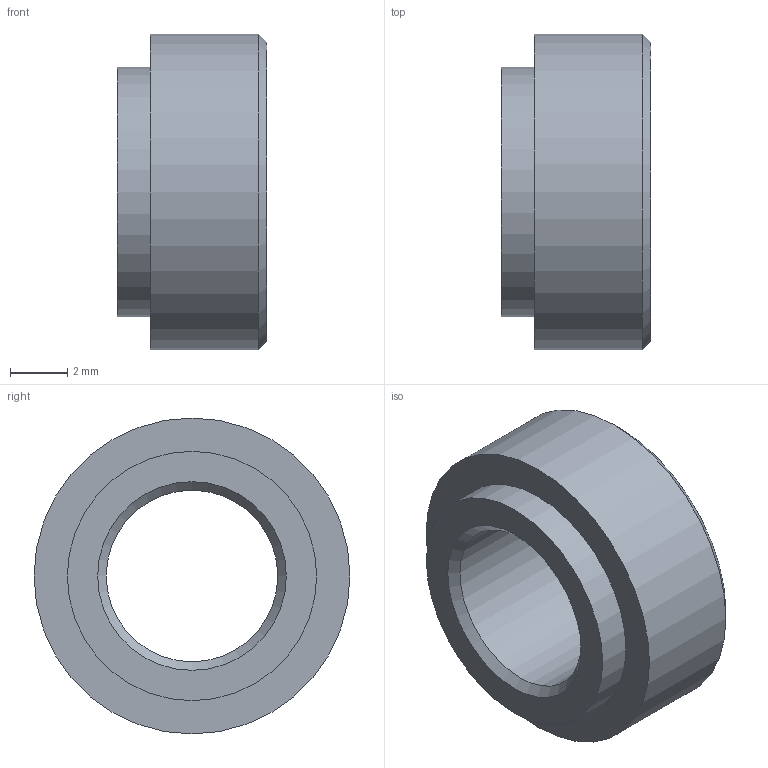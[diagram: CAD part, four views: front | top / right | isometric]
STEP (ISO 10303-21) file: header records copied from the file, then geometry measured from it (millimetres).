
FILE_DESCRIPTION((''),'2;1');
FILE_NAME('S-M6-0-ZI.stp','2012-07-03T07:09:23',('stlaus'),(''),'Autodesk Inventor 2011','Autodesk Inventor 2011','');
FILE_SCHEMA(('AUTOMOTIVE_DESIGN { 1 0 10303 214 1 1 1 1 }'));
Length unit declared in the file: millimetre
Products named in the file (2): Assembly1; S-M6-0-ZI
Assembly tree (1 placements, depth 2):
  Assembly1
    S-M6-0-ZI
Bounding box: 5.23 x 11.05 x 11.05 mm (x, y, z)
Volume: 308.8 mm3; surface area: 394.4 mm2
Topology: 1 solids, 1 shells, 9 faces, 15 edges, 9 vertices
Faces by surface type: cone 3, cylinder 3, plane 3
Full cylindrical faces by diameter (mm): 6 x1, 8.72 x1, 11.05 x1
Entity records: 242 total; most frequent: DIRECTION 42, CARTESIAN_POINT 30, AXIS2_PLACEMENT_3D 21, ORIENTED_EDGE 18, EDGE_LOOP 18, VERTEX_POINT 9, CIRCLE 9, EDGE_CURVE 9
